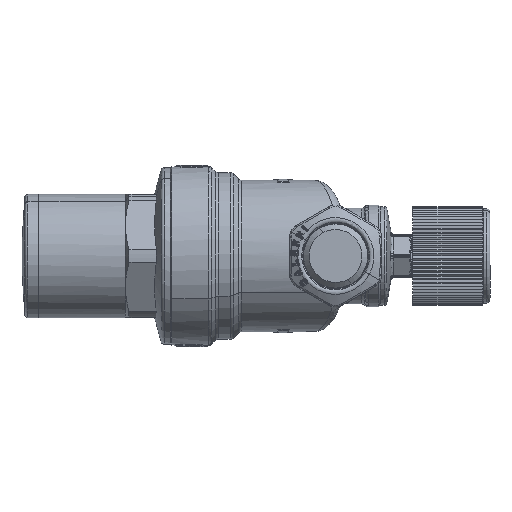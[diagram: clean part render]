
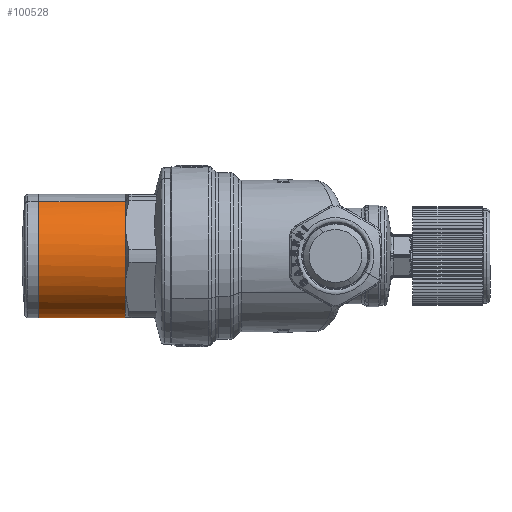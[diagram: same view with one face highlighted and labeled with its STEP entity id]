
A CAD part, left-side view. The second image highlights one B-rep face of the part: STEP entity #100528.
In plain terms, the highlighted cylindrical face has radius 20 mm (diameter 40 mm), a partial arc.
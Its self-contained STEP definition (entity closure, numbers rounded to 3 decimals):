
#100203=CARTESIAN_POINT('Vertex',(-17.321,68.,10.)) ;
#100268=CARTESIAN_POINT('Vertex',(-17.321,68.,-10.)) ;
#100333=CARTESIAN_POINT('Vertex',(0.,68.,-20.)) ;
#100365=CARTESIAN_POINT('Vertex',(9.589,68.,-17.552)) ;
#100368=CARTESIAN_POINT('Axis2P3D Location',(0.,68.,0.)) ;
#100394=CARTESIAN_POINT('Axis2P3D Location',(0.,71.9,0.)) ;
#100399=CARTESIAN_POINT('Line Origine',(-9.589,78.868,17.552)) ;
#100403=CARTESIAN_POINT('Vertex',(-9.589,68.,17.552)) ;
#100405=CARTESIAN_POINT('Vertex',(-9.589,96.,17.552)) ;
#100423=CARTESIAN_POINT('Line Origine',(9.589,78.868,-17.552)) ;
#100427=CARTESIAN_POINT('Vertex',(9.589,96.,-17.552)) ;
#100467=CARTESIAN_POINT('Axis2P3D Location',(0.,68.,0.)) ;
#100480=CARTESIAN_POINT('Axis2P3D Location',(0.,68.,0.)) ;
#100493=CARTESIAN_POINT('Axis2P3D Location',(0.,68.,0.)) ;
#100514=CARTESIAN_POINT('Axis2P3D Location',(0.,96.,0.)) ;
#100401=VECTOR('Line Direction',#100400,1.) ;
#100425=VECTOR('Line Direction',#100424,1.) ;
#100369=DIRECTION('Axis2P3D Direction',(0.,-1.,0.)) ;
#100395=DIRECTION('Axis2P3D Direction',(0.,-1.,0.)) ;
#100396=DIRECTION('Axis2P3D XDirection',(0.479,0.,-0.878)) ;
#100400=DIRECTION('Vector Direction',(0.,-1.,0.)) ;
#100424=DIRECTION('Vector Direction',(0.,-1.,0.)) ;
#100468=DIRECTION('Axis2P3D Direction',(0.,-1.,0.)) ;
#100481=DIRECTION('Axis2P3D Direction',(0.,-1.,0.)) ;
#100494=DIRECTION('Axis2P3D Direction',(0.,-1.,0.)) ;
#100515=DIRECTION('Axis2P3D Direction',(0.,-1.,0.)) ;
#100370=AXIS2_PLACEMENT_3D('Circle Axis2P3D',#100368,#100369,$) ;
#100397=AXIS2_PLACEMENT_3D('Cylinder Axis2P3D',#100394,#100395,#100396) ;
#100469=AXIS2_PLACEMENT_3D('Circle Axis2P3D',#100467,#100468,$) ;
#100482=AXIS2_PLACEMENT_3D('Circle Axis2P3D',#100480,#100481,$) ;
#100495=AXIS2_PLACEMENT_3D('Circle Axis2P3D',#100493,#100494,$) ;
#100516=AXIS2_PLACEMENT_3D('Circle Axis2P3D',#100514,#100515,$) ;
#100402=LINE('Line',#100399,#100401) ;
#100426=LINE('Line',#100423,#100425) ;
#100371=CIRCLE('generated circle',#100370,20.) ;
#100470=CIRCLE('generated circle',#100469,20.) ;
#100483=CIRCLE('generated circle',#100482,20.) ;
#100496=CIRCLE('generated circle',#100495,20.) ;
#100517=CIRCLE('generated circle',#100516,20.) ;
#100398=CYLINDRICAL_SURFACE('generated cylinder',#100397,20.) ;
#100372=EDGE_CURVE('',#100334,#100366,#100371,.T.) ;
#100407=EDGE_CURVE('',#100404,#100406,#100402,.F.) ;
#100429=EDGE_CURVE('',#100366,#100428,#100426,.F.) ;
#100471=EDGE_CURVE('',#100269,#100334,#100470,.T.) ;
#100484=EDGE_CURVE('',#100204,#100269,#100483,.T.) ;
#100497=EDGE_CURVE('',#100404,#100204,#100496,.T.) ;
#100518=EDGE_CURVE('',#100406,#100428,#100517,.T.) ;
#100520=ORIENTED_EDGE('',*,*,#100429,.F.) ;
#100521=ORIENTED_EDGE('',*,*,#100372,.F.) ;
#100522=ORIENTED_EDGE('',*,*,#100471,.F.) ;
#100523=ORIENTED_EDGE('',*,*,#100484,.F.) ;
#100524=ORIENTED_EDGE('',*,*,#100497,.F.) ;
#100525=ORIENTED_EDGE('',*,*,#100407,.T.) ;
#100526=ORIENTED_EDGE('',*,*,#100518,.T.) ;
#100519=EDGE_LOOP('',(#100520,#100521,#100522,#100523,#100524,#100525,#100526)) ;
#100204=VERTEX_POINT('',#100203) ;
#100269=VERTEX_POINT('',#100268) ;
#100334=VERTEX_POINT('',#100333) ;
#100366=VERTEX_POINT('',#100365) ;
#100404=VERTEX_POINT('',#100403) ;
#100406=VERTEX_POINT('',#100405) ;
#100428=VERTEX_POINT('',#100427) ;
#100528=ADVANCED_FACE('PartBody',(#100527),#100398,.T.) ;
#100527=FACE_OUTER_BOUND('',#100519,.T.) ;
